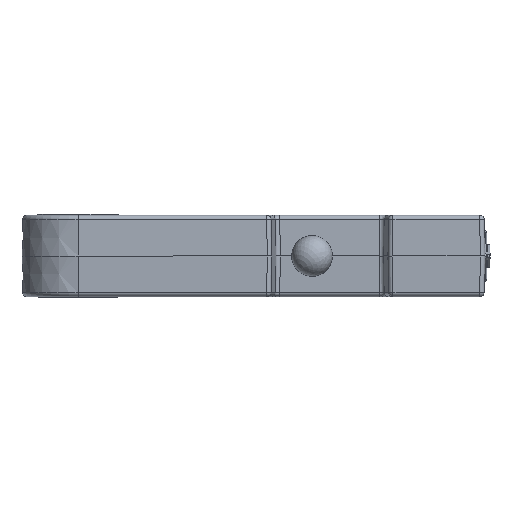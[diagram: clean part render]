
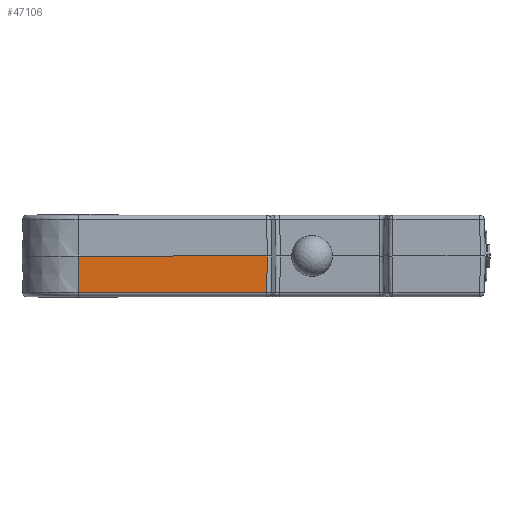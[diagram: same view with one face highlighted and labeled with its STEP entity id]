
A CAD part, left-side view. The second image highlights one B-rep face of the part: STEP entity #47106.
In plain terms, the highlighted face is planar.
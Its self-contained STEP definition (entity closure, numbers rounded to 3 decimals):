
#8620 = CYLINDRICAL_SURFACE('',#8621,0.45);
#8621 = AXIS2_PLACEMENT_3D('',#8622,#8623,#8624);
#8622 = CARTESIAN_POINT('',(-10.032,5.55,5.013));
#8623 = DIRECTION('',(-1.,0.,0.));
#8624 = DIRECTION('',(0.,0.713,0.701));
#42265 = VERTEX_POINT('',#42266);
#42266 = CARTESIAN_POINT('',(-18.541,5.558,
    5.463));
#42303 = CYLINDRICAL_SURFACE('',#42304,0.45);
#42304 = AXIS2_PLACEMENT_3D('',#42305,#42306,#42307);
#42305 = CARTESIAN_POINT('',(-18.621,0.126,
    5.108));
#42306 = DIRECTION('',(0.015,1.,
    -0.017));
#42307 = DIRECTION('',(-0.643,0.023,0.766)
  );
#42384 = EDGE_CURVE('',#42385,#42265,#42387,.T.);
#42385 = VERTEX_POINT('',#42386);
#42386 = CARTESIAN_POINT('',(-18.593,2.,5.525));
#42387 = SURFACE_CURVE('',#42388,(#42392,#42399),.PCURVE_S1.);
#42388 = LINE('',#42389,#42390);
#42389 = CARTESIAN_POINT('',(-18.621,0.134,
    5.558));
#42390 = VECTOR('',#42391,1.);
#42391 = DIRECTION('',(0.015,1.,
    -0.017));
#42392 = PCURVE('',#42303,#42393);
#42393 = DEFINITIONAL_REPRESENTATION('',(#42394),#42398);
#42394 = LINE('',#42395,#42396);
#42395 = CARTESIAN_POINT('',(0.698,0.));
#42396 = VECTOR('',#42397,1.);
#42397 = DIRECTION('',(0.,1.));
#42398 = ( GEOMETRIC_REPRESENTATION_CONTEXT(2) 
PARAMETRIC_REPRESENTATION_CONTEXT() REPRESENTATION_CONTEXT('2D SPACE',''
  ) );
#42399 = PCURVE('',#42400,#42405);
#42400 = PLANE('',#42401);
#42401 = AXIS2_PLACEMENT_3D('',#42402,#42403,#42404);
#42402 = CARTESIAN_POINT('',(0.,0.,5.56));
#42403 = DIRECTION('',(0.,0.017,1.));
#42404 = DIRECTION('',(-1.,0.,0.));
#42405 = DEFINITIONAL_REPRESENTATION('',(#42406),#42410);
#42406 = LINE('',#42407,#42408);
#42407 = CARTESIAN_POINT('',(18.621,-0.134));
#42408 = VECTOR('',#42409,1.);
#42409 = DIRECTION('',(-0.015,-1.));
#42410 = ( GEOMETRIC_REPRESENTATION_CONTEXT(2) 
PARAMETRIC_REPRESENTATION_CONTEXT() REPRESENTATION_CONTEXT('2D SPACE',''
  ) );
#42661 = VERTEX_POINT('',#42662);
#42662 = CARTESIAN_POINT('',(0.,5.558,5.463));
#42721 = CONICAL_SURFACE('',#42722,5.525,0.017);
#42722 = AXIS2_PLACEMENT_3D('',#42723,#42724,#42725);
#42723 = CARTESIAN_POINT('',(0.,2.,0.));
#42724 = DIRECTION('',(0.,-1.,0.));
#42725 = DIRECTION('',(0.,0.,1.));
#42739 = EDGE_CURVE('',#42265,#42661,#42740,.T.);
#42740 = SURFACE_CURVE('',#42741,(#42745,#42752),.PCURVE_S1.);
#42741 = LINE('',#42742,#42743);
#42742 = CARTESIAN_POINT('',(-10.032,5.558,5.463
    ));
#42743 = VECTOR('',#42744,1.);
#42744 = DIRECTION('',(1.,0.,0.));
#42745 = PCURVE('',#8620,#42746);
#42746 = DEFINITIONAL_REPRESENTATION('',(#42747),#42751);
#42747 = LINE('',#42748,#42749);
#42748 = CARTESIAN_POINT('',(-0.777,0.));
#42749 = VECTOR('',#42750,1.);
#42750 = DIRECTION('',(0.,-1.));
#42751 = ( GEOMETRIC_REPRESENTATION_CONTEXT(2) 
PARAMETRIC_REPRESENTATION_CONTEXT() REPRESENTATION_CONTEXT('2D SPACE',''
  ) );
#42752 = PCURVE('',#42400,#42753);
#42753 = DEFINITIONAL_REPRESENTATION('',(#42754),#42758);
#42754 = LINE('',#42755,#42756);
#42755 = CARTESIAN_POINT('',(10.032,-5.558));
#42756 = VECTOR('',#42757,1.);
#42757 = DIRECTION('',(-1.,0.));
#42758 = ( GEOMETRIC_REPRESENTATION_CONTEXT(2) 
PARAMETRIC_REPRESENTATION_CONTEXT() REPRESENTATION_CONTEXT('2D SPACE',''
  ) );
#46229 = PLANE('',#46230);
#46230 = AXIS2_PLACEMENT_3D('',#46231,#46232,#46233);
#46231 = CARTESIAN_POINT('',(0.,0.,5.49));
#46232 = DIRECTION('',(0.,-0.017,1.));
#46233 = DIRECTION('',(-1.,0.,0.));
#47061 = EDGE_CURVE('',#42661,#47062,#47064,.T.);
#47062 = VERTEX_POINT('',#47063);
#47063 = CARTESIAN_POINT('',(0.,2.,5.525));
#47064 = SURFACE_CURVE('',#47065,(#47069,#47076),.PCURVE_S1.);
#47065 = LINE('',#47066,#47067);
#47066 = CARTESIAN_POINT('',(0.,0.,5.56));
#47067 = VECTOR('',#47068,1.);
#47068 = DIRECTION('',(0.,-1.,0.017));
#47069 = PCURVE('',#42721,#47070);
#47070 = DEFINITIONAL_REPRESENTATION('',(#47071),#47075);
#47071 = LINE('',#47072,#47073);
#47072 = CARTESIAN_POINT('',(6.283,2.));
#47073 = VECTOR('',#47074,1.);
#47074 = DIRECTION('',(0.,1.));
#47075 = ( GEOMETRIC_REPRESENTATION_CONTEXT(2) 
PARAMETRIC_REPRESENTATION_CONTEXT() REPRESENTATION_CONTEXT('2D SPACE',''
  ) );
#47076 = PCURVE('',#42400,#47077);
#47077 = DEFINITIONAL_REPRESENTATION('',(#47078),#47082);
#47078 = LINE('',#47079,#47080);
#47079 = CARTESIAN_POINT('',(0.,0.));
#47080 = VECTOR('',#47081,1.);
#47081 = DIRECTION('',(0.,1.));
#47082 = ( GEOMETRIC_REPRESENTATION_CONTEXT(2) 
PARAMETRIC_REPRESENTATION_CONTEXT() REPRESENTATION_CONTEXT('2D SPACE',''
  ) );
#47106 = ADVANCED_FACE('',(#47107),#42400,.T.);
#47107 = FACE_BOUND('',#47108,.T.);
#47108 = EDGE_LOOP('',(#47109,#47110,#47111,#47132));
#47109 = ORIENTED_EDGE('',*,*,#42739,.F.);
#47110 = ORIENTED_EDGE('',*,*,#42384,.F.);
#47111 = ORIENTED_EDGE('',*,*,#47112,.T.);
#47112 = EDGE_CURVE('',#42385,#47062,#47113,.T.);
#47113 = SURFACE_CURVE('',#47114,(#47118,#47125),.PCURVE_S1.);
#47114 = LINE('',#47115,#47116);
#47115 = CARTESIAN_POINT('',(-18.971,2.,5.525));
#47116 = VECTOR('',#47117,1.);
#47117 = DIRECTION('',(1.,0.,0.));
#47118 = PCURVE('',#42400,#47119);
#47119 = DEFINITIONAL_REPRESENTATION('',(#47120),#47124);
#47120 = LINE('',#47121,#47122);
#47121 = CARTESIAN_POINT('',(18.971,-2.));
#47122 = VECTOR('',#47123,1.);
#47123 = DIRECTION('',(-1.,0.));
#47124 = ( GEOMETRIC_REPRESENTATION_CONTEXT(2) 
PARAMETRIC_REPRESENTATION_CONTEXT() REPRESENTATION_CONTEXT('2D SPACE',''
  ) );
#47125 = PCURVE('',#46229,#47126);
#47126 = DEFINITIONAL_REPRESENTATION('',(#47127),#47131);
#47127 = LINE('',#47128,#47129);
#47128 = CARTESIAN_POINT('',(18.971,-2.));
#47129 = VECTOR('',#47130,1.);
#47130 = DIRECTION('',(-1.,-0.));
#47131 = ( GEOMETRIC_REPRESENTATION_CONTEXT(2) 
PARAMETRIC_REPRESENTATION_CONTEXT() REPRESENTATION_CONTEXT('2D SPACE',''
  ) );
#47132 = ORIENTED_EDGE('',*,*,#47061,.F.);
